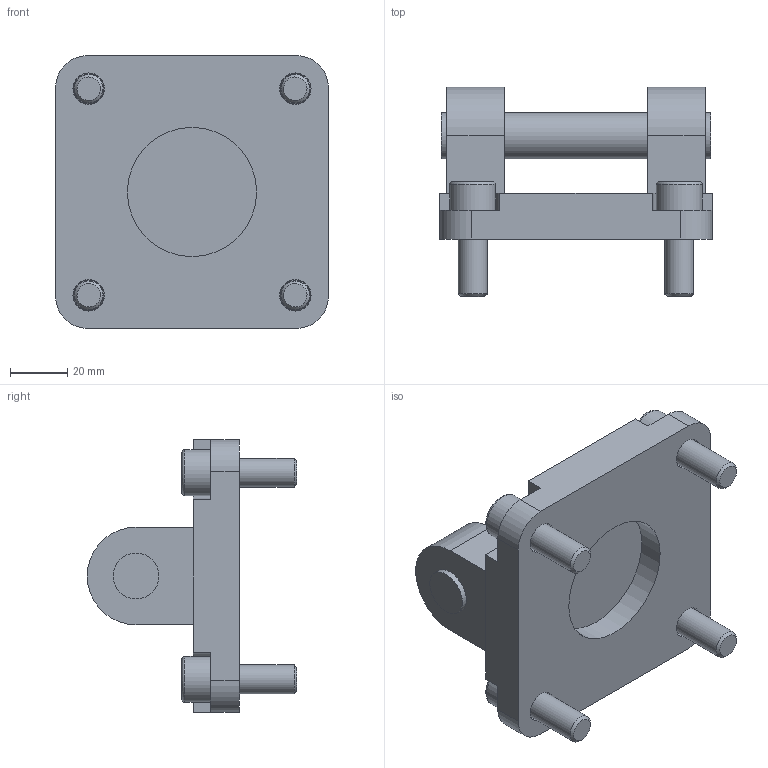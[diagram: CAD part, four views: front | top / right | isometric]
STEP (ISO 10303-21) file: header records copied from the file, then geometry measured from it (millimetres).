
FILE_DESCRIPTION(/* description */ ('Alibre Inc.'),/* implementation_level */ '2;1');
FILE_NAME(/* name */ 'export-56455314-EF60-4D7E-9B12-686FAD4B9FFD',/* time_stamp */ '2021-10-01T11:32:35+02:00',/* author */ (''),/* organization */ (''),/* preprocessor_version */ 'ST-DEVELOPER v17',/* originating_system */ 'Alibre',/* authorisation */ '');
FILE_SCHEMA (('AUTOMOTIVE_DESIGN'));
Length unit declared in the file: millimetre
Products named in the file (3): _W0950802003-80-FH; HI_Cylinder head screw DIN 912 M10x30; W0950802003-80
Bounding box: 95 x 73 x 95 mm (x, y, z)
Volume: 187626.4 mm3; surface area: 42491.5 mm2
Topology: 5 solids, 5 shells, 143 faces, 360 edges, 236 vertices
Faces by surface type: plane 89, cylinder 26, cone 16, torus 12
Full cylindrical faces by diameter (mm): 10 x4, 11 x4, 16 x7, 45 x1
Entity records: 2355 total; most frequent: CARTESIAN_POINT 403, ORIENTED_EDGE 382, DIRECTION 347, EDGE_CURVE 191, AXIS2_PLACEMENT_3D 143, VERTEX_POINT 131, VECTOR 108, LINE 108
